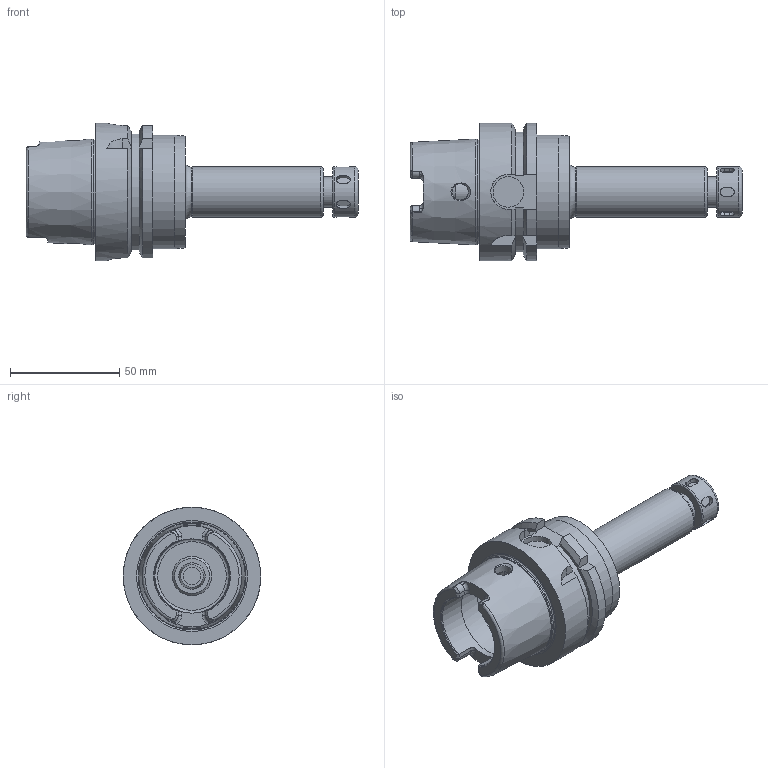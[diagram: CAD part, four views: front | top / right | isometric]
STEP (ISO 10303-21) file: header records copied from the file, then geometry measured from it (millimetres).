
FILE_DESCRIPTION((''),'2;1');
FILE_NAME('538075007120-3D.stp','2020-01-09T19:03:06',('nttooll'),(''),'Autodesk Inventor 2012','Autodesk Inventor 2012','');
FILE_SCHEMA(('AUTOMOTIVE_DESIGN { 1 0 10303 214 1 1 1 1 }'));
Length unit declared in the file: millimetre
Products named in the file (1): 538075007120-3D
Bounding box: 152 x 63 x 63 mm (x, y, z)
Volume: 142930.2 mm3; surface area: 34836 mm2
Topology: 1 solids, 1 shells, 189 faces, 447 edges, 285 vertices
Faces by surface type: plane 82, cylinder 58, cone 31, torus 18
Full cylindrical faces by diameter (mm): 7.3 x1, 7.5 x2, 8 x2, 8.5 x1, 8.79 x1, 9.7 x1, 11.3 x1, 12 x1, 12.1 x1, 14 x3, 17 x1, 18 x1, 22.6 x1, 23 x2, 34 x1, 34.5 x1, 40 x1, 48 x1, 52 x1, 63 x1
Entity records: 5642 total; most frequent: CARTESIAN_POINT 1528, DIRECTION 854, ORIENTED_EDGE 776, EDGE_CURVE 388, AXIS2_PLACEMENT_3D 350, VERTEX_POINT 276, EDGE_LOOP 268, FACE_OUTER_BOUND 189
